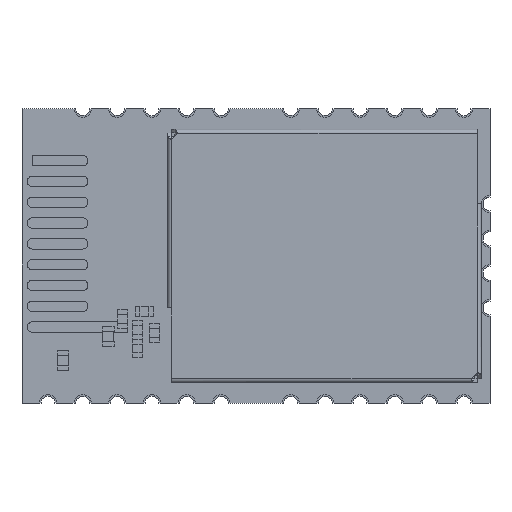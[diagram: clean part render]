
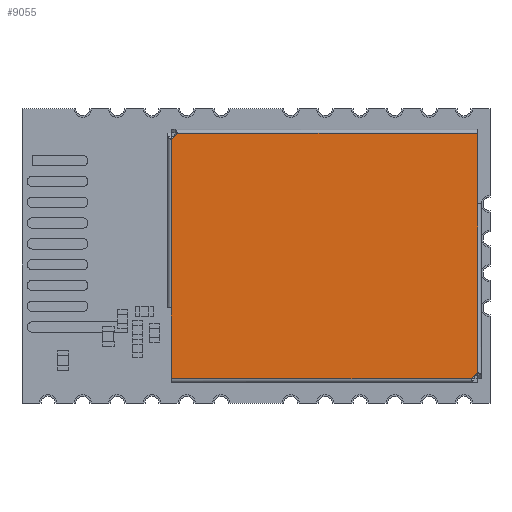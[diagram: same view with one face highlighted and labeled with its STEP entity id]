
A CAD part, top view. The second image highlights one B-rep face of the part: STEP entity #9055.
In plain terms, the highlighted planar face has unit normal (0, 0, 1).
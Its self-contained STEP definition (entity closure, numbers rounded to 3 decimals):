
#2487=ORIENTED_EDGE('',*,*,#4079,.F.);
#2488=ORIENTED_EDGE('',*,*,#4080,.F.);
#2489=ORIENTED_EDGE('',*,*,#4081,.T.);
#2490=ORIENTED_EDGE('',*,*,#4082,.F.);
#2491=ORIENTED_EDGE('',*,*,#4083,.T.);
#2492=ORIENTED_EDGE('',*,*,#4084,.F.);
#2493=ORIENTED_EDGE('',*,*,#4085,.F.);
#2494=ORIENTED_EDGE('',*,*,#4086,.F.);
#4079=EDGE_CURVE('',#5001,#5002,#5949,.T.);
#4080=EDGE_CURVE('',#5003,#5001,#5950,.T.);
#4081=EDGE_CURVE('',#5003,#5004,#5951,.T.);
#4082=EDGE_CURVE('',#5005,#5004,#5952,.T.);
#4083=EDGE_CURVE('',#5005,#5006,#5953,.T.);
#4084=EDGE_CURVE('',#5007,#5006,#5954,.T.);
#4085=EDGE_CURVE('',#5008,#5007,#5955,.T.);
#4086=EDGE_CURVE('',#5002,#5008,#5956,.T.);
#5001=VERTEX_POINT('',#15079);
#5002=VERTEX_POINT('',#15080);
#5003=VERTEX_POINT('',#15082);
#5004=VERTEX_POINT('',#15084);
#5005=VERTEX_POINT('',#15086);
#5006=VERTEX_POINT('',#15088);
#5007=VERTEX_POINT('',#15090);
#5008=VERTEX_POINT('',#15092);
#5949=LINE('',#15078,#6903);
#5950=LINE('',#15081,#6904);
#5951=LINE('',#15083,#6905);
#5952=LINE('',#15085,#6906);
#5953=LINE('',#15087,#6907);
#5954=LINE('',#15089,#6908);
#5955=LINE('',#15091,#6909);
#5956=LINE('',#15093,#6910);
#6903=VECTOR('',#12156,1000.);
#6904=VECTOR('',#12157,1000.);
#6905=VECTOR('',#12158,1000.);
#6906=VECTOR('',#12159,1000.);
#6907=VECTOR('',#12160,1000.);
#6908=VECTOR('',#12161,1000.);
#6909=VECTOR('',#12162,1000.);
#6910=VECTOR('',#12163,1000.);
#7520=EDGE_LOOP('',(#2487,#2488,#2489,#2490,#2491,#2492,#2493,#2494));
#8128=FACE_BOUND('',#7520,.T.);
#8596=PLANE('',#10094);
#9055=ADVANCED_FACE('',(#8128),#8596,.F.);
#10094=AXIS2_PLACEMENT_3D('',#15077,#12154,#12155);
#12154=DIRECTION('',(0.,0.,-1.));
#12155=DIRECTION('',(-1.,0.,0.));
#12156=DIRECTION('',(1.,0.,0.));
#12157=DIRECTION('',(0.707,0.707,0.));
#12158=DIRECTION('',(0.,-1.,0.));
#12159=DIRECTION('',(0.,1.,0.));
#12160=DIRECTION('',(1.,0.,0.));
#12161=DIRECTION('',(-0.707,-0.707,0.));
#12162=DIRECTION('',(0.,-1.,0.));
#12163=DIRECTION('',(0.,-1.,0.));
#15077=CARTESIAN_POINT('',(-9.05,7.08,1.5));
#15078=CARTESIAN_POINT('',(-9.05,7.08,1.5));
#15079=CARTESIAN_POINT('',(-8.476,7.08,1.5));
#15080=CARTESIAN_POINT('',(8.83,7.08,1.5));
#15081=CARTESIAN_POINT('',(-8.83,6.726,1.5));
#15082=CARTESIAN_POINT('',(-8.83,6.726,1.5));
#15083=CARTESIAN_POINT('',(-8.83,7.08,1.5));
#15084=CARTESIAN_POINT('',(-8.83,-3.,1.5));
#15085=CARTESIAN_POINT('',(-8.83,-7.08,1.5));
#15086=CARTESIAN_POINT('',(-8.83,-7.08,1.5));
#15087=CARTESIAN_POINT('',(-9.05,-7.08,1.5));
#15088=CARTESIAN_POINT('',(8.476,-7.08,1.5));
#15089=CARTESIAN_POINT('',(8.83,-6.726,1.5));
#15090=CARTESIAN_POINT('',(8.83,-6.726,1.5));
#15091=CARTESIAN_POINT('',(8.83,7.08,1.5));
#15092=CARTESIAN_POINT('',(8.83,3.,1.5));
#15093=CARTESIAN_POINT('',(8.83,7.08,1.5));
